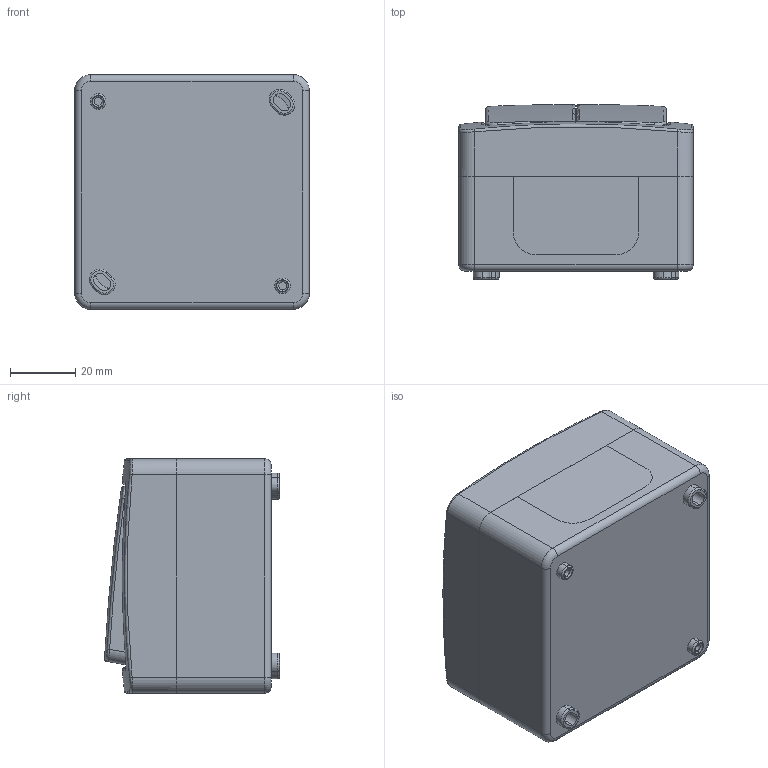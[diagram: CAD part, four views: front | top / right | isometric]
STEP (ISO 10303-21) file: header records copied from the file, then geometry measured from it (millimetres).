
FILE_DESCRIPTION (( 'STEP AP203' ), '1' );
FILE_NAME ('EVMP20-K01-10-54-EC ÂÑ20-2-0-ÃÏÁ âûêë 2êë î_ó IP54 (öâåò êëàâèøè-áåëûé) ÃÅÐÌÅÑ PLUS.STEP', '2016-11-24T12:30:01', ( '' ), ( '' ), 'SwSTEP 2.0', 'SolidWorks 2014', '' );
FILE_SCHEMA (( 'CONFIG_CONTROL_DESIGN' ));
Length unit declared in the file: millimetre
Products named in the file (2): EVMP20-K01-10-54-EC ÂÑ20-2-0-ÃÏÁ âûêë 2êë î_ó IP54 (öâåò êëàâèøè-áåëûé) ÃÅÐÌÅÑ PLUS
Bounding box: 72 x 53.69 x 72 mm (x, y, z)
Volume: 56558.8 mm3; surface area: 70982.3 mm2
Topology: 6 solids, 6 shells, 454 faces, 1167 edges, 751 vertices
Faces by surface type: plane 238, cylinder 148, torus 34, bspline 30, sphere 4
Entity records: 15401 total; most frequent: CARTESIAN_POINT 4232, ORIENTED_EDGE 2326, DIRECTION 2260, EDGE_CURVE 1163, AXIS2_PLACEMENT_3D 775, VERTEX_POINT 751, VECTOR 710, LINE 710
